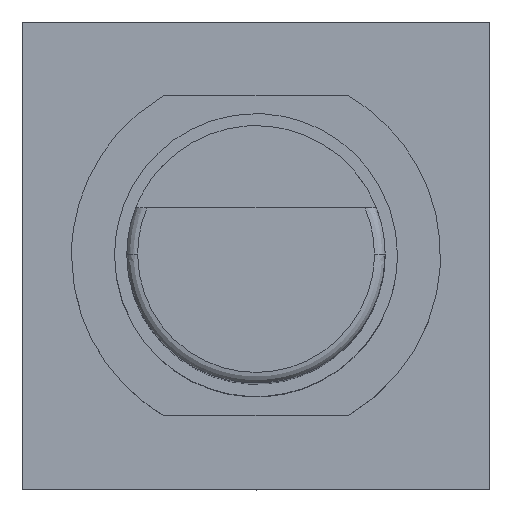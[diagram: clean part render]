
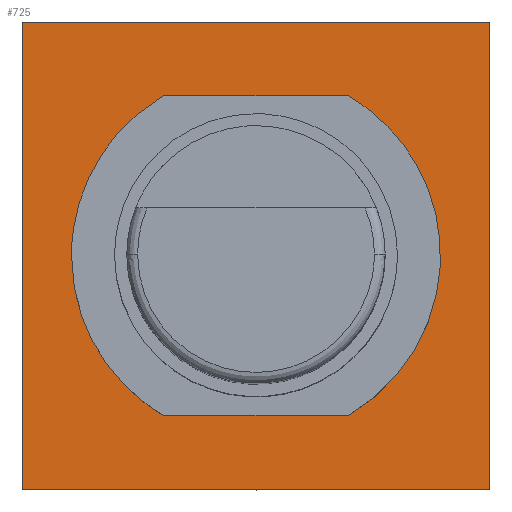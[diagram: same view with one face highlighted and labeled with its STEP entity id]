
A CAD part, top view. The second image highlights one B-rep face of the part: STEP entity #725.
In plain terms, the highlighted free-form (B-spline) face has degree [1, 1] with [2, 2] control points.
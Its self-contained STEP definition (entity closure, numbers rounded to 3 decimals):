
#385 = VERTEX_POINT('',#386);
#386 = CARTESIAN_POINT('',(11.132,52.877,
    13.915));
#391 = EDGE_CURVE('',#385,#392,#394,.T.);
#392 = VERTEX_POINT('',#393);
#393 = CARTESIAN_POINT('',(32.051,16.698,
    13.915));
#394 = ( BOUNDED_CURVE() B_SPLINE_CURVE(2,(#395,#396,#397),
.UNSPECIFIED.,.F.,.F.) B_SPLINE_CURVE_WITH_KNOTS((3,3),(3.142,
4.19),.PIECEWISE_BEZIER_KNOTS.) CURVE() 
GEOMETRIC_REPRESENTATION_ITEM() RATIONAL_B_SPLINE_CURVE((1.,
0.866,1.)) REPRESENTATION_ITEM('') );
#395 = CARTESIAN_POINT('',(11.132,52.877,
    13.915));
#396 = CARTESIAN_POINT('',(11.132,28.74,13.915
    ));
#397 = CARTESIAN_POINT('',(32.051,16.698,
    13.915));
#424 = VERTEX_POINT('',#425);
#425 = CARTESIAN_POINT('',(32.051,89.057,
    13.915));
#430 = EDGE_CURVE('',#424,#385,#431,.T.);
#431 = ( BOUNDED_CURVE() B_SPLINE_CURVE(2,(#432,#433,#434),
.UNSPECIFIED.,.F.,.F.) B_SPLINE_CURVE_WITH_KNOTS((3,3),(2.093,
3.142),.PIECEWISE_BEZIER_KNOTS.) CURVE() 
GEOMETRIC_REPRESENTATION_ITEM() RATIONAL_B_SPLINE_CURVE((1.,
0.866,1.)) REPRESENTATION_ITEM('') );
#432 = CARTESIAN_POINT('',(32.051,89.057,
    13.915));
#433 = CARTESIAN_POINT('',(11.132,77.015,
    13.915));
#434 = CARTESIAN_POINT('',(11.132,52.877,
    13.915));
#447 = VERTEX_POINT('',#448);
#448 = CARTESIAN_POINT('',(73.704,16.698,
    13.915));
#455 = EDGE_CURVE('',#447,#456,#458,.T.);
#456 = VERTEX_POINT('',#457);
#457 = CARTESIAN_POINT('',(73.704,89.057,
    13.915));
#458 = ( BOUNDED_CURVE() B_SPLINE_CURVE(2,(#459,#460,#461),
.UNSPECIFIED.,.F.,.F.) B_SPLINE_CURVE_WITH_KNOTS((3,3),(5.235,
7.332),.PIECEWISE_BEZIER_KNOTS.) CURVE() 
GEOMETRIC_REPRESENTATION_ITEM() RATIONAL_B_SPLINE_CURVE((1.,
0.499,1.)) REPRESENTATION_ITEM('') );
#459 = CARTESIAN_POINT('',(73.704,16.698,
    13.915));
#460 = CARTESIAN_POINT('',(136.554,52.877,13.915
    ));
#461 = CARTESIAN_POINT('',(73.704,89.057,
    13.915));
#570 = VERTEX_POINT('',#571);
#571 = CARTESIAN_POINT('',(0.,0.,13.915));
#576 = EDGE_CURVE('',#577,#570,#579,.T.);
#577 = VERTEX_POINT('',#578);
#578 = CARTESIAN_POINT('',(0.,105.755,13.915));
#579 = B_SPLINE_CURVE_WITH_KNOTS('',1,(#580,#581),.UNSPECIFIED.,.F.,.F.,
  (2,2),(-76.,-0.),.PIECEWISE_BEZIER_KNOTS.);
#580 = CARTESIAN_POINT('',(0.,105.755,13.915));
#581 = CARTESIAN_POINT('',(0.,0.,13.915));
#630 = VERTEX_POINT('',#631);
#631 = CARTESIAN_POINT('',(105.755,0.,13.915));
#636 = EDGE_CURVE('',#570,#630,#637,.T.);
#637 = B_SPLINE_CURVE_WITH_KNOTS('',1,(#638,#639),.UNSPECIFIED.,.F.,.F.,
  (2,2),(0.,76.),.PIECEWISE_BEZIER_KNOTS.);
#638 = CARTESIAN_POINT('',(0.,0.,13.915));
#639 = CARTESIAN_POINT('',(105.755,0.,13.915));
#663 = VERTEX_POINT('',#664);
#664 = CARTESIAN_POINT('',(105.755,105.755,
    13.915));
#669 = EDGE_CURVE('',#630,#663,#670,.T.);
#670 = B_SPLINE_CURVE_WITH_KNOTS('',1,(#671,#672),.UNSPECIFIED.,.F.,.F.,
  (2,2),(0.,76.),.PIECEWISE_BEZIER_KNOTS.);
#671 = CARTESIAN_POINT('',(105.755,0.,13.915));
#672 = CARTESIAN_POINT('',(105.755,105.755,
    13.915));
#716 = EDGE_CURVE('',#663,#577,#717,.T.);
#717 = B_SPLINE_CURVE_WITH_KNOTS('',1,(#718,#719),.UNSPECIFIED.,.F.,.F.,
  (2,2),(-76.,-0.),.PIECEWISE_BEZIER_KNOTS.);
#718 = CARTESIAN_POINT('',(105.755,105.755,
    13.915));
#719 = CARTESIAN_POINT('',(0.,105.755,13.915));
#725 = ADVANCED_FACE('',(#726,#741),#747,.F.);
#726 = FACE_BOUND('',#727,.T.);
#727 = EDGE_LOOP('',(#728,#729,#734,#735,#736));
#728 = ORIENTED_EDGE('',*,*,#455,.F.);
#729 = ORIENTED_EDGE('',*,*,#730,.F.);
#730 = EDGE_CURVE('',#392,#447,#731,.T.);
#731 = B_SPLINE_CURVE_WITH_KNOTS('',1,(#732,#733),.UNSPECIFIED.,.F.,.F.,
  (2,2),(27.526,57.46),.PIECEWISE_BEZIER_KNOTS.);
#732 = CARTESIAN_POINT('',(32.051,16.698,
    13.915));
#733 = CARTESIAN_POINT('',(73.704,16.698,
    13.915));
#734 = ORIENTED_EDGE('',*,*,#391,.F.);
#735 = ORIENTED_EDGE('',*,*,#430,.F.);
#736 = ORIENTED_EDGE('',*,*,#737,.F.);
#737 = EDGE_CURVE('',#456,#424,#738,.T.);
#738 = B_SPLINE_CURVE_WITH_KNOTS('',1,(#739,#740),.UNSPECIFIED.,.F.,.F.,
  (2,2),(-57.46,-27.526),.PIECEWISE_BEZIER_KNOTS.);
#739 = CARTESIAN_POINT('',(73.704,89.057,
    13.915));
#740 = CARTESIAN_POINT('',(32.051,89.057,
    13.915));
#741 = FACE_BOUND('',#742,.T.);
#742 = EDGE_LOOP('',(#743,#744,#745,#746));
#743 = ORIENTED_EDGE('',*,*,#576,.T.);
#744 = ORIENTED_EDGE('',*,*,#636,.T.);
#745 = ORIENTED_EDGE('',*,*,#669,.T.);
#746 = ORIENTED_EDGE('',*,*,#716,.T.);
#747 = B_SPLINE_SURFACE_WITH_KNOTS('',1,1,(
    (#748,#749)
    ,(#750,#751
    )),.UNSPECIFIED.,.F.,.F.,.F.,(2,2),(2,2),(-76.,0.),(0.,76.),
  .PIECEWISE_BEZIER_KNOTS.);
#748 = CARTESIAN_POINT('',(105.755,0.,13.915));
#749 = CARTESIAN_POINT('',(105.755,105.755,
    13.915));
#750 = CARTESIAN_POINT('',(0.,0.,13.915));
#751 = CARTESIAN_POINT('',(0.,105.755,13.915));
